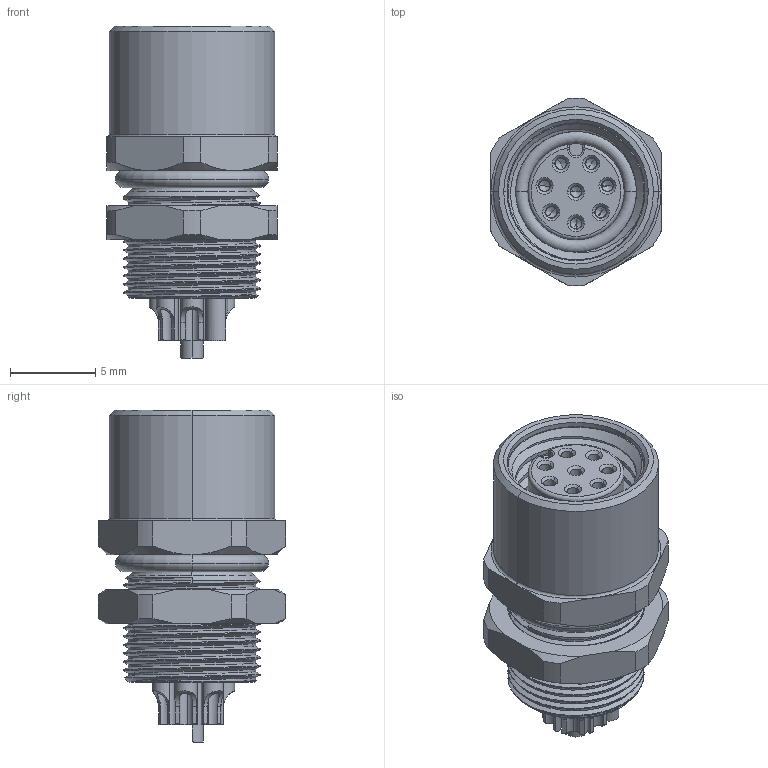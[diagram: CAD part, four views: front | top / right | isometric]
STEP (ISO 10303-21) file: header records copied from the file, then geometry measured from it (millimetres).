
FILE_DESCRIPTION((''),'2;1');
FILE_NAME('8P-K18','2025-09-10T',('gongcheng16'),(''),'PRO/ENGINEER BY PARAMETRIC TECHNOLOGY CORPORATION, 2010280','PRO/ENGINEER BY PARAMETRIC TECHNOLOGY CORPORATION, 2010280','');
FILE_SCHEMA(('CONFIG_CONTROL_DESIGN'));
Length unit declared in the file: millimetre
Products named in the file (1): 8P-K18
Bounding box: 10 x 10.99 x 19.5 mm (x, y, z)
Volume: 224.2 mm3; surface area: 2813.8 mm2
Topology: 1 solids, 14 shells, 692 faces, 1728 edges, 1079 vertices
Faces by surface type: cylinder 278, plane 208, cone 148, torus 32, bspline 26
Entity records: 27666 total; most frequent: CARTESIAN_POINT 11297, DIRECTION 3448, ORIENTED_EDGE 3392, EDGE_CURVE 1696, AXIS2_PLACEMENT_3D 1362, VERTEX_POINT 1079, EDGE_LOOP 763, VECTOR 724
